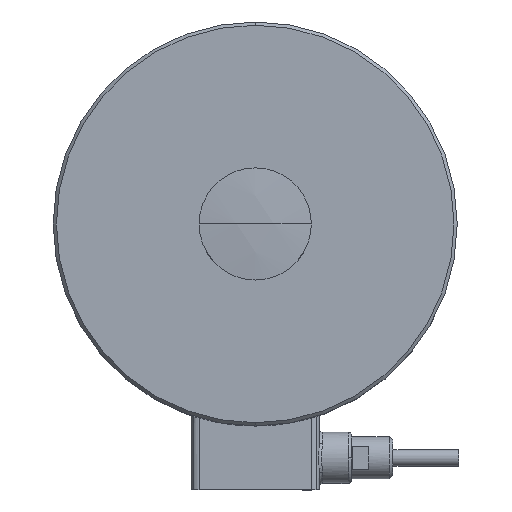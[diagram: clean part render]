
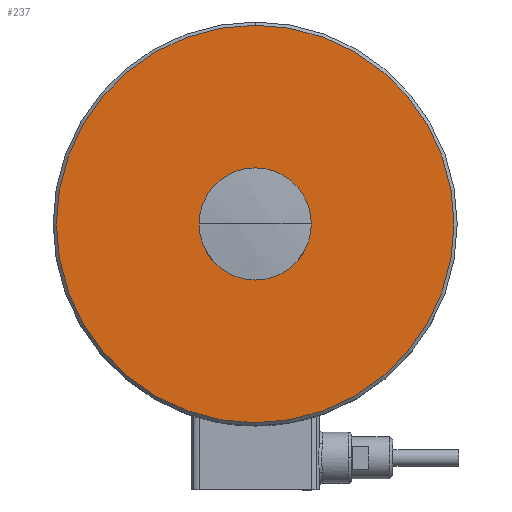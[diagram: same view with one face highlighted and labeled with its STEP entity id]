
A CAD part, top view. The second image highlights one B-rep face of the part: STEP entity #237.
In plain terms, the highlighted planar face has unit normal (0, 0, 1).
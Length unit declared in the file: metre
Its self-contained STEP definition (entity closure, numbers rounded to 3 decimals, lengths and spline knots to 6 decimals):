
#237=ADVANCED_FACE('0:192',(#493,#494),#495,.T.);
#493=FACE_OUTER_BOUND('',#878,.T.);
#494=FACE_BOUND('',#879,.T.);
#495=PLANE('',#880);
#878=EDGE_LOOP('',(#1534,#1535));
#879=EDGE_LOOP('',(#1536,#1537));
#880=AXIS2_PLACEMENT_3D('',#1538,#1539,#1540);
#1534=ORIENTED_EDGE('',*,*,#1913,.F.);
#1535=ORIENTED_EDGE('',*,*,#1959,.F.);
#1536=ORIENTED_EDGE('',*,*,#1713,.T.);
#1537=ORIENTED_EDGE('',*,*,#1902,.T.);
#1538=CARTESIAN_POINT('',(0.089483,0.148668,0.018));
#1539=DIRECTION('',(0.,0.,1.0));
#1540=DIRECTION('',(1.0,0.,0.0));
#1713=EDGE_CURVE('0:408',#2030,#2028,#2031,.T.);
#1902=EDGE_CURVE('',#2028,#2030,#2336,.T.);
#1913=EDGE_CURVE('0:375',#2349,#2346,#2351,.T.);
#1959=EDGE_CURVE('',#2346,#2349,#2408,.T.);
#2028=VERTEX_POINT('',#2507);
#2030=VERTEX_POINT('',#2509);
#2031=CIRCLE('',#2510,0.01725);
#2336=CIRCLE('',#2963,0.01725);
#2346=VERTEX_POINT('',#2976);
#2349=VERTEX_POINT('',#2980);
#2351=CIRCLE('',#2983,0.062);
#2408=CIRCLE('',#3065,0.062);
#2507=CARTESIAN_POINT('',(0.072233,0.109043,0.018));
#2509=CARTESIAN_POINT('',(0.106733,0.109043,0.018));
#2510=AXIS2_PLACEMENT_3D('',#3130,#3131,#3132);
#2963=AXIS2_PLACEMENT_3D('',#3397,#3398,#3399);
#2976=CARTESIAN_POINT('',(0.089483,0.171043,0.018));
#2980=CARTESIAN_POINT('',(0.089483,0.047043,0.018));
#2983=AXIS2_PLACEMENT_3D('',#3411,#3412,#3413);
#3065=AXIS2_PLACEMENT_3D('',#3470,#3471,#3472);
#3130=CARTESIAN_POINT('',(0.089483,0.109043,0.018));
#3131=DIRECTION('',(0.,0.,-1.0));
#3132=DIRECTION('',(0.,1.0,0.));
#3397=CARTESIAN_POINT('',(0.089483,0.109043,0.018));
#3398=DIRECTION('',(0.,0.,-1.0));
#3399=DIRECTION('',(0.,1.0,0.));
#3411=CARTESIAN_POINT('',(0.089483,0.109043,0.018));
#3412=DIRECTION('',(0.,0.,-1.0));
#3413=DIRECTION('',(0.,1.0,0.));
#3470=CARTESIAN_POINT('',(0.089483,0.109043,0.018));
#3471=DIRECTION('',(0.,0.,-1.0));
#3472=DIRECTION('',(0.,1.0,0.));
